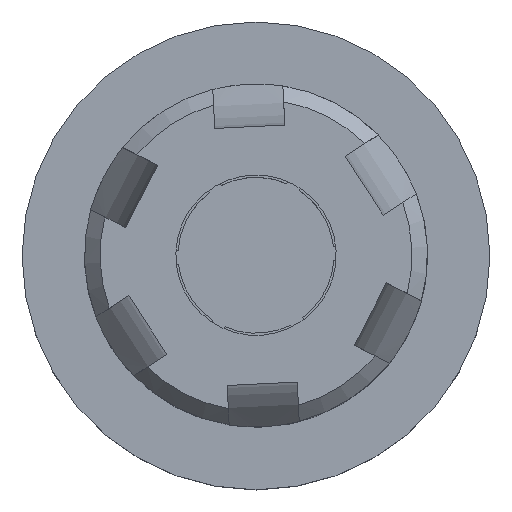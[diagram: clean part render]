
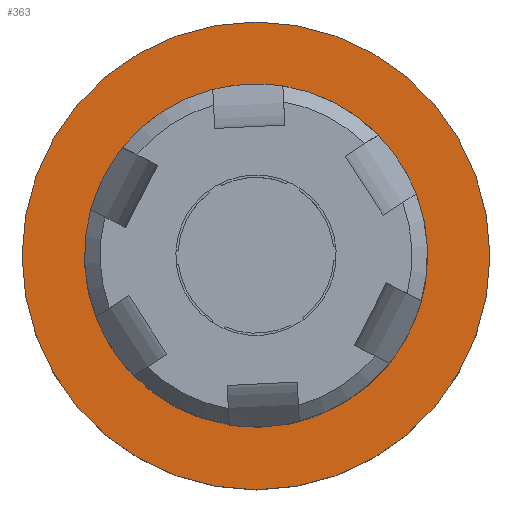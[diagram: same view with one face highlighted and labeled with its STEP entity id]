
A CAD part, top view. The second image highlights one B-rep face of the part: STEP entity #363.
In plain terms, the highlighted planar face has unit normal (0, 0, 1).
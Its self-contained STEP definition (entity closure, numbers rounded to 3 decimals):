
#140=FACE_BOUND('',#649,.T.);
#141=FACE_BOUND('',#650,.T.);
#363=ADVANCED_FACE('',(#140,#141),#426,.F.);
#426=PLANE('',#2271);
#649=EDGE_LOOP('',(#1329));
#650=EDGE_LOOP('',(#1330));
#731=CIRCLE('',#2235,15.);
#746=CIRCLE('',#2269,9.5);
#1329=ORIENTED_EDGE('',*,*,#1791,.F.);
#1330=ORIENTED_EDGE('',*,*,#1822,.T.);
#1507=VERTEX_POINT('',#3969);
#1530=VERTEX_POINT('',#4074);
#1791=EDGE_CURVE('',#1507,#1507,#731,.T.);
#1822=EDGE_CURVE('',#1530,#1530,#746,.T.);
#2235=AXIS2_PLACEMENT_3D('',#3968,#2730,#2731);
#2269=AXIS2_PLACEMENT_3D('',#4073,#2804,#2805);
#2271=AXIS2_PLACEMENT_3D('',#4076,#2808,#2809);
#2730=DIRECTION('',(0.,0.,-1.));
#2731=DIRECTION('',(-1.,0.,0.));
#2804=DIRECTION('',(0.,0.,-1.));
#2805=DIRECTION('',(-1.,0.,0.));
#2808=DIRECTION('',(0.,0.,-1.));
#2809=DIRECTION('',(1.,0.,0.));
#3968=CARTESIAN_POINT('',(0.,0.,6.));
#3969=CARTESIAN_POINT('',(-15.,0.,6.));
#4073=CARTESIAN_POINT('',(0.,0.,6.));
#4074=CARTESIAN_POINT('',(-9.5,0.,6.));
#4076=CARTESIAN_POINT('',(15.,0.,6.));
